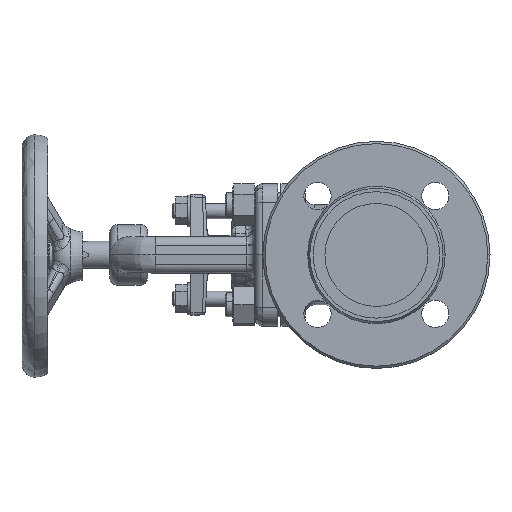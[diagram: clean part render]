
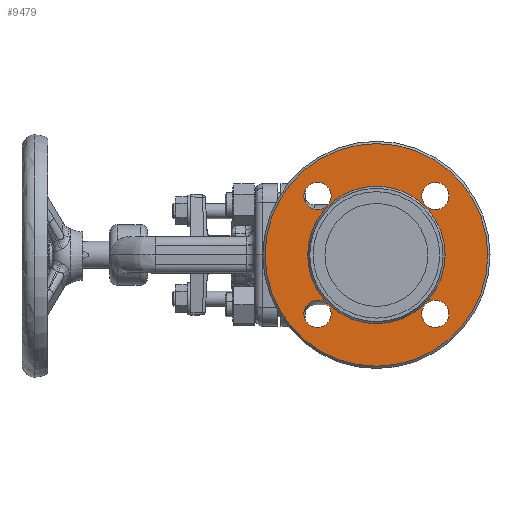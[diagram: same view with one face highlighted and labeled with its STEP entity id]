
A CAD part, left-side view. The second image highlights one B-rep face of the part: STEP entity #9479.
In plain terms, the highlighted planar face has unit normal (-1, 0, 0).
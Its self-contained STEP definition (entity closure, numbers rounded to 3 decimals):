
#447 = CIRCLE ( 'NONE', #24543, 45.399 ) ;
#481 = AXIS2_PLACEMENT_3D ( 'NONE', #14865, #39689, #18408 ) ;
#1079 = CIRCLE ( 'NONE', #8433, 9. ) ;
#1430 = DIRECTION ( 'NONE',  ( 0., 0., 1. ) ) ;
#2033 = FACE_BOUND ( 'NONE', #25670, .T. ) ;
#2152 = DIRECTION ( 'NONE',  ( -1., 0., 0. ) ) ;
#2262 = AXIS2_PLACEMENT_3D ( 'NONE', #23658, #2409, #27242 ) ;
#2409 = DIRECTION ( 'NONE',  ( -1., 0., 0. ) ) ;
#2548 = VERTEX_POINT ( 'NONE', #33351 ) ;
#3115 = CARTESIAN_POINT ( 'NONE',  ( -97., 0., 0. ) ) ;
#3156 = EDGE_CURVE ( 'NONE', #31572, #32412, #31435, .T. ) ;
#4090 = CARTESIAN_POINT ( 'NONE',  ( -97., 38.891, -29.891 ) ) ;
#4160 = CARTESIAN_POINT ( 'NONE',  ( -97., 0., 0. ) ) ;
#4961 = DIRECTION ( 'NONE',  ( -1., 0., 0. ) ) ;
#4966 = CARTESIAN_POINT ( 'NONE',  ( -97., -45.399, 0. ) ) ;
#5677 = CARTESIAN_POINT ( 'NONE',  ( -97., 29.891, 38.891 ) ) ;
#6638 = DIRECTION ( 'NONE',  ( 0., -1., 0. ) ) ;
#6981 = FACE_BOUND ( 'NONE', #26109, .T. ) ;
#7583 = CARTESIAN_POINT ( 'NONE',  ( -97., -38.891, -38.891 ) ) ;
#7714 = DIRECTION ( 'NONE',  ( 0., -1., 0. ) ) ;
#7872 = AXIS2_PLACEMENT_3D ( 'NONE', #4160, #28985, #7714 ) ;
#7898 = ORIENTED_EDGE ( 'NONE', *, *, #35088, .T. ) ;
#8140 = ORIENTED_EDGE ( 'NONE', *, *, #16821, .F. ) ;
#8268 = CIRCLE ( 'NONE', #39821, 9. ) ;
#8433 = AXIS2_PLACEMENT_3D ( 'NONE', #16281, #41114, #19850 ) ;
#8587 = VERTEX_POINT ( 'NONE', #44833 ) ;
#8641 = EDGE_LOOP ( 'NONE', ( #40387, #40644 ) ) ;
#8854 = ORIENTED_EDGE ( 'NONE', *, *, #45758, .F. ) ;
#8939 = AXIS2_PLACEMENT_3D ( 'NONE', #43978, #22690, #1430 ) ;
#9419 = PLANE ( 'NONE',  #43559 ) ;
#9479 = ADVANCED_FACE ( 'NONE', ( #16437, #25919, #6981, #43669, #34203, #2033 ), #9419, .T. ) ;
#10973 = CARTESIAN_POINT ( 'NONE',  ( -97., -38.891, 38.891 ) ) ;
#11144 = DIRECTION ( 'NONE',  ( 0., 1., 0. ) ) ;
#11164 = ORIENTED_EDGE ( 'NONE', *, *, #32390, .F. ) ;
#11183 = CIRCLE ( 'NONE', #8939, 9. ) ;
#11566 = VERTEX_POINT ( 'NONE', #24545 ) ;
#11705 = VERTEX_POINT ( 'NONE', #27379 ) ;
#12612 = CIRCLE ( 'NONE', #44659, 9. ) ;
#13002 = DIRECTION ( 'NONE',  ( -1., 0., 0. ) ) ;
#14371 = EDGE_CURVE ( 'NONE', #2548, #18493, #1079, .T. ) ;
#14551 = DIRECTION ( 'NONE',  ( 0., 0., -1. ) ) ;
#14865 = CARTESIAN_POINT ( 'NONE',  ( -97., -38.891, 38.891 ) ) ;
#14917 = CIRCLE ( 'NONE', #2262, 9. ) ;
#15347 = ORIENTED_EDGE ( 'NONE', *, *, #45632, .F. ) ;
#15681 = CARTESIAN_POINT ( 'NONE',  ( -97., -29.891, -38.891 ) ) ;
#16281 = CARTESIAN_POINT ( 'NONE',  ( -97., 38.891, 38.891 ) ) ;
#16437 = FACE_BOUND ( 'NONE', #30725, .T. ) ;
#16770 = DIRECTION ( 'NONE',  ( -1., 0., 0. ) ) ;
#16821 = EDGE_CURVE ( 'NONE', #11705, #11566, #34709, .T. ) ;
#16883 = EDGE_CURVE ( 'NONE', #11566, #11705, #44175, .T. ) ;
#17861 = CIRCLE ( 'NONE', #24476, 73.5 ) ;
#18197 = VERTEX_POINT ( 'NONE', #45809 ) ;
#18408 = DIRECTION ( 'NONE',  ( 0., 0., -1. ) ) ;
#18493 = VERTEX_POINT ( 'NONE', #5677 ) ;
#18999 = EDGE_CURVE ( 'NONE', #45001, #36984, #11183, .T. ) ;
#19069 = ORIENTED_EDGE ( 'NONE', *, *, #18999, .F. ) ;
#19621 = CARTESIAN_POINT ( 'NONE',  ( -97., 0., 0. ) ) ;
#19850 = DIRECTION ( 'NONE',  ( 0., -1., 0. ) ) ;
#22605 = ORIENTED_EDGE ( 'NONE', *, *, #33261, .F. ) ;
#22690 = DIRECTION ( 'NONE',  ( -1., 0., 0. ) ) ;
#23185 = DIRECTION ( 'NONE',  ( 0., -1., 0. ) ) ;
#23406 = CARTESIAN_POINT ( 'NONE',  ( -97., 0., 0. ) ) ;
#23658 = CARTESIAN_POINT ( 'NONE',  ( -97., -38.891, -38.891 ) ) ;
#23824 = VERTEX_POINT ( 'NONE', #37945 ) ;
#24476 = AXIS2_PLACEMENT_3D ( 'NONE', #23406, #2152, #26986 ) ;
#24543 = AXIS2_PLACEMENT_3D ( 'NONE', #19621, #44475, #23185 ) ;
#24545 = CARTESIAN_POINT ( 'NONE',  ( -97., -38.891, 29.891 ) ) ;
#25278 = CARTESIAN_POINT ( 'NONE',  ( -97., 45.399, 0. ) ) ;
#25604 = EDGE_CURVE ( 'NONE', #18493, #2548, #12612, .T. ) ;
#25670 = EDGE_LOOP ( 'NONE', ( #15347, #35626 ) ) ;
#25919 = FACE_BOUND ( 'NONE', #27555, .T. ) ;
#26109 = EDGE_LOOP ( 'NONE', ( #22605, #19069 ) ) ;
#26251 = CARTESIAN_POINT ( 'NONE',  ( -97., 38.891, 38.891 ) ) ;
#26496 = CIRCLE ( 'NONE', #33015, 9. ) ;
#26986 = DIRECTION ( 'NONE',  ( 0., -1., 0. ) ) ;
#27242 = DIRECTION ( 'NONE',  ( 0., 1., 0. ) ) ;
#27379 = CARTESIAN_POINT ( 'NONE',  ( -97., -38.891, 47.891 ) ) ;
#27555 = EDGE_LOOP ( 'NONE', ( #8854, #11164 ) ) ;
#27953 = DIRECTION ( 'NONE',  ( -1., 0., 0. ) ) ;
#28985 = DIRECTION ( 'NONE',  ( -1., 0., 0. ) ) ;
#29790 = DIRECTION ( 'NONE',  ( 0., -1., 0. ) ) ;
#30430 = CIRCLE ( 'NONE', #43226, 73.5 ) ;
#30725 = EDGE_LOOP ( 'NONE', ( #8140, #41569 ) ) ;
#31435 = CIRCLE ( 'NONE', #7872, 45.399 ) ;
#31572 = VERTEX_POINT ( 'NONE', #4966 ) ;
#32331 = AXIS2_PLACEMENT_3D ( 'NONE', #10973, #35832, #14551 ) ;
#32390 = EDGE_CURVE ( 'NONE', #42671, #18197, #8268, .T. ) ;
#32412 = VERTEX_POINT ( 'NONE', #25278 ) ;
#32416 = DIRECTION ( 'NONE',  ( -1., 0., 0. ) ) ;
#33015 = AXIS2_PLACEMENT_3D ( 'NONE', #38022, #16770, #41578 ) ;
#33261 = EDGE_CURVE ( 'NONE', #36984, #45001, #26496, .T. ) ;
#33351 = CARTESIAN_POINT ( 'NONE',  ( -97., 47.891, 38.891 ) ) ;
#33753 = EDGE_LOOP ( 'NONE', ( #44281, #7898 ) ) ;
#34203 = FACE_OUTER_BOUND ( 'NONE', #33753, .T. ) ;
#34223 = CARTESIAN_POINT ( 'NONE',  ( -97., 45.399, 0. ) ) ;
#34709 = CIRCLE ( 'NONE', #32331, 9. ) ;
#35088 = EDGE_CURVE ( 'NONE', #8587, #23824, #30430, .T. ) ;
#35626 = ORIENTED_EDGE ( 'NONE', *, *, #3156, .F. ) ;
#35832 = DIRECTION ( 'NONE',  ( -1., 0., 0. ) ) ;
#36984 = VERTEX_POINT ( 'NONE', #4090 ) ;
#37812 = DIRECTION ( 'NONE',  ( 0., -1., 0. ) ) ;
#37945 = CARTESIAN_POINT ( 'NONE',  ( -97., 73.5, 0. ) ) ;
#38022 = CARTESIAN_POINT ( 'NONE',  ( -97., 38.891, -38.891 ) ) ;
#39689 = DIRECTION ( 'NONE',  ( -1., 0., 0. ) ) ;
#39821 = AXIS2_PLACEMENT_3D ( 'NONE', #7583, #32416, #11144 ) ;
#40177 = CARTESIAN_POINT ( 'NONE',  ( -97., 38.891, -47.891 ) ) ;
#40387 = ORIENTED_EDGE ( 'NONE', *, *, #25604, .F. ) ;
#40644 = ORIENTED_EDGE ( 'NONE', *, *, #14371, .F. ) ;
#41114 = DIRECTION ( 'NONE',  ( -1., 0., 0. ) ) ;
#41569 = ORIENTED_EDGE ( 'NONE', *, *, #16883, .F. ) ;
#41578 = DIRECTION ( 'NONE',  ( 0., 0., 1. ) ) ;
#42671 = VERTEX_POINT ( 'NONE', #15681 ) ;
#43226 = AXIS2_PLACEMENT_3D ( 'NONE', #3115, #27953, #6638 ) ;
#43559 = AXIS2_PLACEMENT_3D ( 'NONE', #34223, #13002, #37812 ) ;
#43669 = FACE_BOUND ( 'NONE', #8641, .T. ) ;
#43978 = CARTESIAN_POINT ( 'NONE',  ( -97., 38.891, -38.891 ) ) ;
#44017 = EDGE_CURVE ( 'NONE', #23824, #8587, #17861, .T. ) ;
#44175 = CIRCLE ( 'NONE', #481, 9. ) ;
#44281 = ORIENTED_EDGE ( 'NONE', *, *, #44017, .T. ) ;
#44475 = DIRECTION ( 'NONE',  ( -1., 0., 0. ) ) ;
#44659 = AXIS2_PLACEMENT_3D ( 'NONE', #26251, #4961, #29790 ) ;
#44833 = CARTESIAN_POINT ( 'NONE',  ( -97., -73.5, 0. ) ) ;
#45001 = VERTEX_POINT ( 'NONE', #40177 ) ;
#45632 = EDGE_CURVE ( 'NONE', #32412, #31572, #447, .T. ) ;
#45758 = EDGE_CURVE ( 'NONE', #18197, #42671, #14917, .T. ) ;
#45809 = CARTESIAN_POINT ( 'NONE',  ( -97., -47.891, -38.891 ) ) ;
